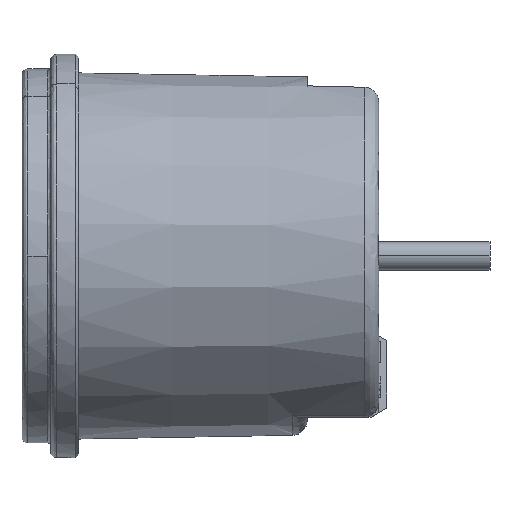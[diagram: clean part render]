
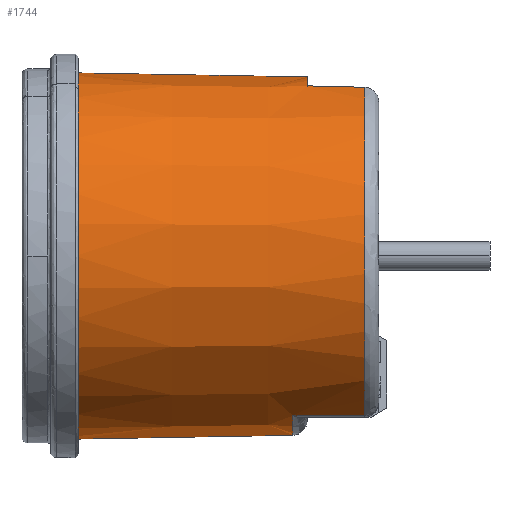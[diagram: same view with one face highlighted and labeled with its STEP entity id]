
A CAD part, left-side view. The second image highlights one B-rep face of the part: STEP entity #1744.
In plain terms, the highlighted conical face has half-angle 1 degrees and reference radius 25.627 mm.
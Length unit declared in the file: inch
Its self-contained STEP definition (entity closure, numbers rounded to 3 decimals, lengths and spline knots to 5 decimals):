
#237 = DIRECTION ( 'NONE',  ( 0., 0., 1. ) ) ;
#283 = CARTESIAN_POINT ( 'NONE',  ( 0., -1.25876, -0.98803 ) ) ;
#646 = CARTESIAN_POINT ( 'NONE',  ( -0.44995, -1.25876, -0.87963 ) ) ;
#810 = VERTEX_POINT ( 'NONE', #9424 ) ;
#988 = CARTESIAN_POINT ( 'NONE',  ( 0., -0.06, 1.00895 ) ) ;
#1267 = AXIS2_PLACEMENT_3D ( 'NONE', #5629, #4571, #8014 ) ;
#1394 = CARTESIAN_POINT ( 'NONE',  ( 0., -0.06, 0. ) ) ;
#1433 = EDGE_CURVE ( 'NONE', #10168, #2750, #4149, .T. ) ;
#1528 = CARTESIAN_POINT ( 'NONE',  ( 0., -0.06, 1.00895 ) ) ;
#1744 = ADVANCED_FACE ( 'NONE', ( #12894 ), #13758, .T. ) ;
#1777 = CARTESIAN_POINT ( 'NONE',  ( -0.439, -1.52384, -0.87999 ) ) ;
#2150 = CARTESIAN_POINT ( 'NONE',  ( 0., -0.06, -1.00895 ) ) ;
#2314 = CARTESIAN_POINT ( 'NONE',  ( -0.3131, -1.65298, 0.92985 ) ) ;
#2750 = VERTEX_POINT ( 'NONE', #9887 ) ;
#3112 = EDGE_CURVE ( 'NONE', #5840, #810, #9870, .T. ) ;
#3385 = ORIENTED_EDGE ( 'NONE', *, *, #3112, .T. ) ;
#3502 = EDGE_CURVE ( 'NONE', #4328, #5840, #13125, .T. ) ;
#3712 = ORIENTED_EDGE ( 'NONE', *, *, #9757, .T. ) ;
#3827 = CARTESIAN_POINT ( 'NONE',  ( -0.43353, -1.65298, -0.88017 ) ) ;
#4149 = CIRCLE ( 'NONE', #9158, 0.98665 ) ;
#4328 = VERTEX_POINT ( 'NONE', #4805 ) ;
#4381 = ORIENTED_EDGE ( 'NONE', *, *, #6700, .T. ) ;
#4571 = DIRECTION ( 'NONE',  ( 0., 1., 0. ) ) ;
#4805 = CARTESIAN_POINT ( 'NONE',  ( -0.44995, -1.25876, -0.87963 ) ) ;
#5128 = CARTESIAN_POINT ( 'NONE',  ( -0.44447, -1.39243, -0.87981 ) ) ;
#5629 = CARTESIAN_POINT ( 'NONE',  ( 0., -0.06, 0. ) ) ;
#5713 = DIRECTION ( 'NONE',  ( 0., 1., 0. ) ) ;
#5782 = AXIS2_PLACEMENT_3D ( 'NONE', #9215, #13773, #237 ) ;
#5840 = VERTEX_POINT ( 'NONE', #13831 ) ;
#6640 = CARTESIAN_POINT ( 'NONE',  ( -0.3076, -1.338, 0.93747 ) ) ;
#6668 = DIRECTION ( 'NONE',  ( 0., 1., -0.017 ) ) ;
#6700 = EDGE_CURVE ( 'NONE', #8756, #4328, #12674, .T. ) ;
#6773 = LINE ( 'NONE', #2150, #9058 ) ;
#6779 = B_SPLINE_CURVE_WITH_KNOTS ( 'NONE', 3,
 ( #2314, #6846, #9050, #7047 ),
 .UNSPECIFIED., .F., .F.,
 ( 4, 4 ),
 ( 0., 0.008 ),
 .UNSPECIFIED. ) ;
#6796 = EDGE_CURVE ( 'NONE', #2750, #11650, #10920, .T. ) ;
#6846 = CARTESIAN_POINT ( 'NONE',  ( -0.31126, -1.54799, 0.9324 ) ) ;
#7047 = CARTESIAN_POINT ( 'NONE',  ( -0.3076, -1.338, 0.93747 ) ) ;
#7338 = AXIS2_PLACEMENT_3D ( 'NONE', #12460, #5713, #13584 ) ;
#7497 = ORIENTED_EDGE ( 'NONE', *, *, #3502, .T. ) ;
#8014 = DIRECTION ( 'NONE',  ( 0., 0., 1. ) ) ;
#8756 = VERTEX_POINT ( 'NONE', #283 ) ;
#8783 = ORIENTED_EDGE ( 'NONE', *, *, #9418, .T. ) ;
#9043 = ORIENTED_EDGE ( 'NONE', *, *, #6796, .T. ) ;
#9050 = CARTESIAN_POINT ( 'NONE',  ( -0.30943, -1.443, 0.93494 ) ) ;
#9058 = VECTOR ( 'NONE', #6668, 39.37008 ) ;
#9158 = AXIS2_PLACEMENT_3D ( 'NONE', #9406, #14074, #11860 ) ;
#9195 = CARTESIAN_POINT ( 'NONE',  ( 0., -0.06, -1.00895 ) ) ;
#9215 = CARTESIAN_POINT ( 'NONE',  ( 0., -1.65298, 0. ) ) ;
#9329 = EDGE_CURVE ( 'NONE', #8756, #12676, #6773, .T. ) ;
#9406 = CARTESIAN_POINT ( 'NONE',  ( 0., -1.338, 0. ) ) ;
#9418 = EDGE_CURVE ( 'NONE', #11650, #12676, #9759, .T. ) ;
#9424 = CARTESIAN_POINT ( 'NONE',  ( -0.3131, -1.65298, 0.92985 ) ) ;
#9757 = EDGE_CURVE ( 'NONE', #810, #10168, #6779, .T. ) ;
#9759 = CIRCLE ( 'NONE', #11297, 1.00895 ) ;
#9870 = CIRCLE ( 'NONE', #5782, 0.98115 ) ;
#9887 = CARTESIAN_POINT ( 'NONE',  ( 0., -1.338, 0.98665 ) ) ;
#10015 = DIRECTION ( 'NONE',  ( 0., 1., 0.017 ) ) ;
#10168 = VERTEX_POINT ( 'NONE', #6640 ) ;
#10281 = DIRECTION ( 'NONE',  ( 0., 0., 1. ) ) ;
#10920 = LINE ( 'NONE', #988, #14287 ) ;
#11297 = AXIS2_PLACEMENT_3D ( 'NONE', #1394, #11350, #10281 ) ;
#11350 = DIRECTION ( 'NONE',  ( 0., -1., 0. ) ) ;
#11650 = VERTEX_POINT ( 'NONE', #1528 ) ;
#11860 = DIRECTION ( 'NONE',  ( 0., 0., 1. ) ) ;
#12460 = CARTESIAN_POINT ( 'NONE',  ( 0., -1.25876, 0. ) ) ;
#12551 = EDGE_LOOP ( 'NONE', ( #13953, #4381, #7497, #3385, #3712, #13812, #9043, #8783 ) ) ;
#12674 = CIRCLE ( 'NONE', #7338, 0.98803 ) ;
#12676 = VERTEX_POINT ( 'NONE', #9195 ) ;
#12894 = FACE_OUTER_BOUND ( 'NONE', #12551, .T. ) ;
#13125 = B_SPLINE_CURVE_WITH_KNOTS ( 'NONE', 3,
 ( #646, #5128, #1777, #3827 ),
 .UNSPECIFIED., .F., .F.,
 ( 4, 4 ),
 ( 0., 1. ),
 .UNSPECIFIED. ) ;
#13584 = DIRECTION ( 'NONE',  ( 0., 0., 1. ) ) ;
#13758 = CONICAL_SURFACE ( 'NONE', #1267, 1.00895, 0.017 ) ;
#13773 = DIRECTION ( 'NONE',  ( 0., 1., 0. ) ) ;
#13812 = ORIENTED_EDGE ( 'NONE', *, *, #1433, .T. ) ;
#13831 = CARTESIAN_POINT ( 'NONE',  ( -0.43353, -1.65298, -0.88017 ) ) ;
#13953 = ORIENTED_EDGE ( 'NONE', *, *, #9329, .F. ) ;
#14074 = DIRECTION ( 'NONE',  ( 0., 1., 0. ) ) ;
#14287 = VECTOR ( 'NONE', #10015, 39.37008 ) ;
